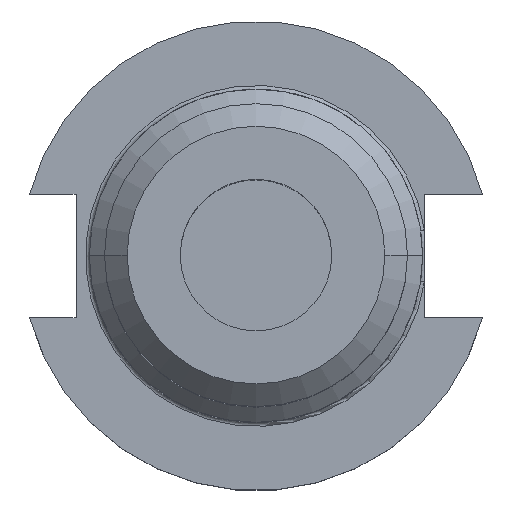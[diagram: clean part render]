
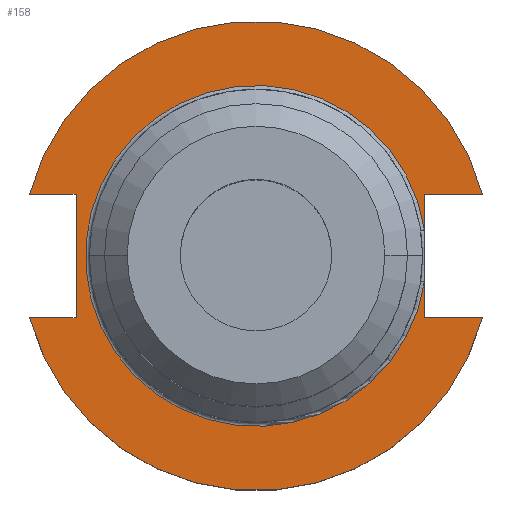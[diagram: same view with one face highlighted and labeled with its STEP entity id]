
A CAD part, top view. The second image highlights one B-rep face of the part: STEP entity #158.
In plain terms, the highlighted planar face has unit normal (0, 0, 1).
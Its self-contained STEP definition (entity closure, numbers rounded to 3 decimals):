
#50 = CARTESIAN_POINT ( 'NONE',  ( 35.306, 12.954, 19.05 ) ) ;
#57 = CARTESIAN_POINT ( 'NONE',  ( 35.306, 12.954, 19.05 ) ) ;
#68 = ORIENTED_EDGE ( 'NONE', *, *, #980, .T. ) ;
#76 = CARTESIAN_POINT ( 'NONE',  ( 35.306, 12.954, 19.05 ) ) ;
#83 = CARTESIAN_POINT ( 'NONE',  ( 0., 0., 19.05 ) ) ;
#90 = ORIENTED_EDGE ( 'NONE', *, *, #1219, .F. ) ;
#151 = VECTOR ( 'NONE', #1318, 1000. ) ;
#158 = ADVANCED_FACE ( 'NONE', ( #1278 ), #824, .T. ) ;
#177 = CARTESIAN_POINT ( 'NONE',  ( -63.719, 12.954, 19.05 ) ) ;
#202 = DIRECTION ( 'NONE',  ( -1., 0., 0. ) ) ;
#203 = CARTESIAN_POINT ( 'NONE',  ( -37.719, 12.954, 19.05 ) ) ;
#218 = VERTEX_POINT ( 'NONE', #515 ) ;
#243 = EDGE_LOOP ( 'NONE', ( #90, #295, #1598, #603, #68, #589, #1539, #490, #1263, #1758 ) ) ;
#295 = ORIENTED_EDGE ( 'NONE', *, *, #807, .T. ) ;
#304 = VECTOR ( 'NONE', #1072, 1000. ) ;
#320 = EDGE_CURVE ( 'NONE', #1252, #1666, #1353, .T. ) ;
#330 = CARTESIAN_POINT ( 'NONE',  ( 0., 0., 19.05 ) ) ;
#337 = CIRCLE ( 'NONE', #799, 35.725 ) ;
#339 = DIRECTION ( 'NONE',  ( 0., 0., 1. ) ) ;
#348 = DIRECTION ( 'NONE',  ( 1., 0., 0. ) ) ;
#351 = CARTESIAN_POINT ( 'NONE',  ( -47.477, -12.954, 19.05 ) ) ;
#451 = LINE ( 'NONE', #1049, #1512 ) ;
#490 = ORIENTED_EDGE ( 'NONE', *, *, #1432, .F. ) ;
#512 = LINE ( 'NONE', #76, #151 ) ;
#515 = CARTESIAN_POINT ( 'NONE',  ( 35.306, 5.455, 19.05 ) ) ;
#525 = LINE ( 'NONE', #928, #885 ) ;
#589 = ORIENTED_EDGE ( 'NONE', *, *, #830, .F. ) ;
#600 = CIRCLE ( 'NONE', #1084, 49.212 ) ;
#603 = ORIENTED_EDGE ( 'NONE', *, *, #775, .F. ) ;
#622 = CARTESIAN_POINT ( 'NONE',  ( 35.306, 12.954, 19.05 ) ) ;
#635 = AXIS2_PLACEMENT_3D ( 'NONE', #1048, #1329, #1002 ) ;
#656 = VECTOR ( 'NONE', #1153, 1000. ) ;
#726 = CARTESIAN_POINT ( 'NONE',  ( 47.477, 12.954, 19.05 ) ) ;
#737 = VECTOR ( 'NONE', #202, 1000. ) ;
#775 = EDGE_CURVE ( 'NONE', #1150, #1406, #1473, .T. ) ;
#799 = AXIS2_PLACEMENT_3D ( 'NONE', #83, #1193, #1201 ) ;
#807 = EDGE_CURVE ( 'NONE', #1410, #218, #337, .T. ) ;
#824 = PLANE ( 'NONE',  #635 ) ;
#830 = EDGE_CURVE ( 'NONE', #1280, #1066, #1074, .T. ) ;
#885 = VECTOR ( 'NONE', #1660, 1000. ) ;
#897 = EDGE_CURVE ( 'NONE', #1069, #1666, #600, .T. ) ;
#919 = VERTEX_POINT ( 'NONE', #1046 ) ;
#928 = CARTESIAN_POINT ( 'NONE',  ( -37.719, 12.954, 19.05 ) ) ;
#936 = CIRCLE ( 'NONE', #1437, 49.212 ) ;
#980 = EDGE_CURVE ( 'NONE', #1150, #1066, #936, .T. ) ;
#988 = DIRECTION ( 'NONE',  ( 0., 0., 1. ) ) ;
#994 = DIRECTION ( 'NONE',  ( 1., 0., 0. ) ) ;
#1002 = DIRECTION ( 'NONE',  ( 1., 0., 0. ) ) ;
#1003 = CARTESIAN_POINT ( 'NONE',  ( -47.477, 12.954, 19.05 ) ) ;
#1017 = DIRECTION ( 'NONE',  ( 0., -1., 0. ) ) ;
#1038 = CARTESIAN_POINT ( 'NONE',  ( 35.306, -5.455, 19.05 ) ) ;
#1046 = CARTESIAN_POINT ( 'NONE',  ( -37.719, -12.954, 19.05 ) ) ;
#1048 = CARTESIAN_POINT ( 'NONE',  ( 0., 49.212, 19.05 ) ) ;
#1049 = CARTESIAN_POINT ( 'NONE',  ( -63.719, -12.954, 19.05 ) ) ;
#1051 = CARTESIAN_POINT ( 'NONE',  ( 0., 0., 19.05 ) ) ;
#1066 = VERTEX_POINT ( 'NONE', #1003 ) ;
#1069 = VERTEX_POINT ( 'NONE', #351 ) ;
#1072 = DIRECTION ( 'NONE',  ( 1., 0., 0. ) ) ;
#1074 = LINE ( 'NONE', #177, #656 ) ;
#1084 = AXIS2_PLACEMENT_3D ( 'NONE', #1051, #988, #994 ) ;
#1125 = VECTOR ( 'NONE', #1017, 1000. ) ;
#1141 = EDGE_CURVE ( 'NONE', #919, #1280, #525, .T. ) ;
#1150 = VERTEX_POINT ( 'NONE', #726 ) ;
#1153 = DIRECTION ( 'NONE',  ( -1., 0., 0. ) ) ;
#1191 = DIRECTION ( 'NONE',  ( 1., 0., 0. ) ) ;
#1193 = DIRECTION ( 'NONE',  ( 0., 0., -1. ) ) ;
#1201 = DIRECTION ( 'NONE',  ( 1., 0., 0. ) ) ;
#1219 = EDGE_CURVE ( 'NONE', #1410, #1252, #1490, .T. ) ;
#1252 = VERTEX_POINT ( 'NONE', #1688 ) ;
#1263 = ORIENTED_EDGE ( 'NONE', *, *, #897, .T. ) ;
#1278 = FACE_OUTER_BOUND ( 'NONE', #243, .T. ) ;
#1280 = VERTEX_POINT ( 'NONE', #203 ) ;
#1318 = DIRECTION ( 'NONE',  ( 0., -1., 0. ) ) ;
#1329 = DIRECTION ( 'NONE',  ( 0., 0., 1. ) ) ;
#1353 = LINE ( 'NONE', #1356, #304 ) ;
#1356 = CARTESIAN_POINT ( 'NONE',  ( 35.306, -12.954, 19.05 ) ) ;
#1406 = VERTEX_POINT ( 'NONE', #622 ) ;
#1410 = VERTEX_POINT ( 'NONE', #1038 ) ;
#1432 = EDGE_CURVE ( 'NONE', #1069, #919, #451, .T. ) ;
#1437 = AXIS2_PLACEMENT_3D ( 'NONE', #330, #339, #348 ) ;
#1473 = LINE ( 'NONE', #50, #737 ) ;
#1490 = LINE ( 'NONE', #57, #1125 ) ;
#1512 = VECTOR ( 'NONE', #1191, 1000. ) ;
#1539 = ORIENTED_EDGE ( 'NONE', *, *, #1141, .F. ) ;
#1568 = CARTESIAN_POINT ( 'NONE',  ( 47.477, -12.954, 19.05 ) ) ;
#1598 = ORIENTED_EDGE ( 'NONE', *, *, #1755, .F. ) ;
#1660 = DIRECTION ( 'NONE',  ( 0., 1., 0. ) ) ;
#1666 = VERTEX_POINT ( 'NONE', #1568 ) ;
#1688 = CARTESIAN_POINT ( 'NONE',  ( 35.306, -12.954, 19.05 ) ) ;
#1755 = EDGE_CURVE ( 'NONE', #1406, #218, #512, .T. ) ;
#1758 = ORIENTED_EDGE ( 'NONE', *, *, #320, .F. ) ;
